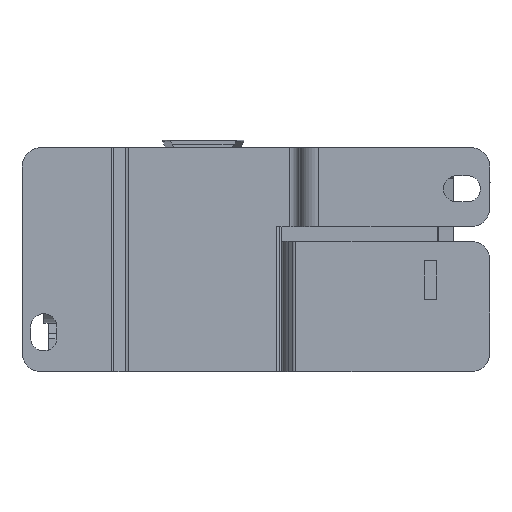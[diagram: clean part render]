
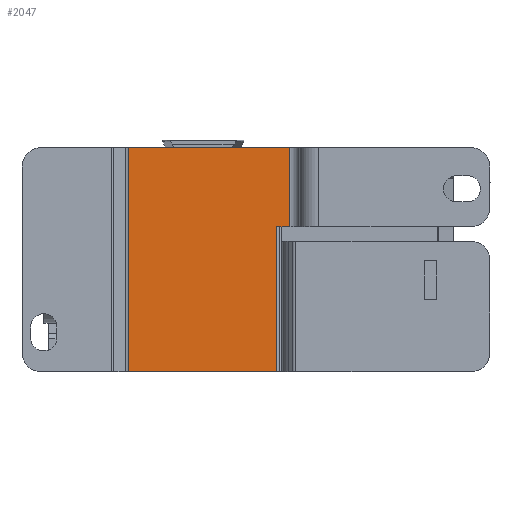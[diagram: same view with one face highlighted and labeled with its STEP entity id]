
A CAD part, front view. The second image highlights one B-rep face of the part: STEP entity #2047.
In plain terms, the highlighted planar face has unit normal (0, -1, 0).
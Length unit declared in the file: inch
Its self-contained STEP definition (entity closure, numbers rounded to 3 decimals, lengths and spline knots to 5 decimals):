
#270 = VERTEX_POINT ( 'NONE', #13763 ) ;
#327 = CARTESIAN_POINT ( 'NONE',  ( -1.10812, 0., 1.49519 ) ) ;
#334 = CARTESIAN_POINT ( 'NONE',  ( 0.16156, 0., -0.31583 ) ) ;
#428 = ORIENTED_EDGE ( 'NONE', *, *, #10686, .T. ) ;
#694 = CARTESIAN_POINT ( 'NONE',  ( 0.16156, 0., -0.31583 ) ) ;
#1075 = ORIENTED_EDGE ( 'NONE', *, *, #17717, .T. ) ;
#1602 = DIRECTION ( 'NONE',  ( 1., 0., 0. ) ) ;
#1703 = ORIENTED_EDGE ( 'NONE', *, *, #15656, .T. ) ;
#2047 = ADVANCED_FACE ( 'NONE', ( #10398 ), #13676, .T. ) ;
#2089 = LINE ( 'NONE', #334, #21419 ) ;
#2704 = CARTESIAN_POINT ( 'NONE',  ( 0.26471, 0., -2.67668 ) ) ;
#3139 = LINE ( 'NONE', #10350, #15084 ) ;
#3403 = VECTOR ( 'NONE', #1602, 39.37008 ) ;
#3997 = DIRECTION ( 'NONE',  ( 0., 0., -1. ) ) ;
#4435 = LINE ( 'NONE', #2704, #20494 ) ;
#4888 = VERTEX_POINT ( 'NONE', #21497 ) ;
#5947 = ORIENTED_EDGE ( 'NONE', *, *, #9028, .T. ) ;
#7067 = CARTESIAN_POINT ( 'NONE',  ( 0.26471, 0., 1.49519 ) ) ;
#7372 = CARTESIAN_POINT ( 'NONE',  ( -1.05847, 0., -0.31583 ) ) ;
#9028 = EDGE_CURVE ( 'NONE', #14142, #19744, #13840, .T. ) ;
#9057 = EDGE_CURVE ( 'NONE', #4888, #21012, #3139, .T. ) ;
#10058 = DIRECTION ( 'NONE',  ( 0., 0., -1. ) ) ;
#10350 = CARTESIAN_POINT ( 'NONE',  ( -1.56088, 0., 0.85543 ) ) ;
#10398 = FACE_OUTER_BOUND ( 'NONE', #10440, .T. ) ;
#10440 = EDGE_LOOP ( 'NONE', ( #21208, #428, #5947, #1075, #19916, #1703 ) ) ;
#10558 = LINE ( 'NONE', #327, #3403 ) ;
#10686 = EDGE_CURVE ( 'NONE', #270, #14142, #14467, .T. ) ;
#12038 = CARTESIAN_POINT ( 'NONE',  ( -1.56088, 0., -0.31583 ) ) ;
#12853 = VECTOR ( 'NONE', #19386, 39.37008 ) ;
#13676 = PLANE ( 'NONE',  #17261 ) ;
#13763 = CARTESIAN_POINT ( 'NONE',  ( -1.05847, 0., 1.49519 ) ) ;
#13840 = LINE ( 'NONE', #15474, #12853 ) ;
#14142 = VERTEX_POINT ( 'NONE', #7372 ) ;
#14467 = LINE ( 'NONE', #16215, #21363 ) ;
#15084 = VECTOR ( 'NONE', #17418, 39.37008 ) ;
#15474 = CARTESIAN_POINT ( 'NONE',  ( -1.56088, 0., -0.31583 ) ) ;
#15631 = DIRECTION ( 'NONE',  ( 0., -1., 0. ) ) ;
#15656 = EDGE_CURVE ( 'NONE', #21012, #17508, #4435, .T. ) ;
#15768 = EDGE_CURVE ( 'NONE', #270, #17508, #10558, .T. ) ;
#16215 = CARTESIAN_POINT ( 'NONE',  ( -1.05847, 0., -0.31583 ) ) ;
#16378 = DIRECTION ( 'NONE',  ( 0., 0., 1. ) ) ;
#17261 = AXIS2_PLACEMENT_3D ( 'NONE', #12038, #15631, #10058 ) ;
#17418 = DIRECTION ( 'NONE',  ( 1., 0., 0. ) ) ;
#17508 = VERTEX_POINT ( 'NONE', #7067 ) ;
#17717 = EDGE_CURVE ( 'NONE', #19744, #4888, #2089, .T. ) ;
#19386 = DIRECTION ( 'NONE',  ( 1., 0., 0. ) ) ;
#19744 = VERTEX_POINT ( 'NONE', #694 ) ;
#19916 = ORIENTED_EDGE ( 'NONE', *, *, #9057, .T. ) ;
#20132 = DIRECTION ( 'NONE',  ( 0., 0., 1. ) ) ;
#20494 = VECTOR ( 'NONE', #20132, 39.37008 ) ;
#21012 = VERTEX_POINT ( 'NONE', #21571 ) ;
#21208 = ORIENTED_EDGE ( 'NONE', *, *, #15768, .F. ) ;
#21363 = VECTOR ( 'NONE', #3997, 39.37008 ) ;
#21419 = VECTOR ( 'NONE', #16378, 39.37008 ) ;
#21497 = CARTESIAN_POINT ( 'NONE',  ( 0.16156, 0., 0.85543 ) ) ;
#21571 = CARTESIAN_POINT ( 'NONE',  ( 0.26471, 0., 0.85543 ) ) ;
